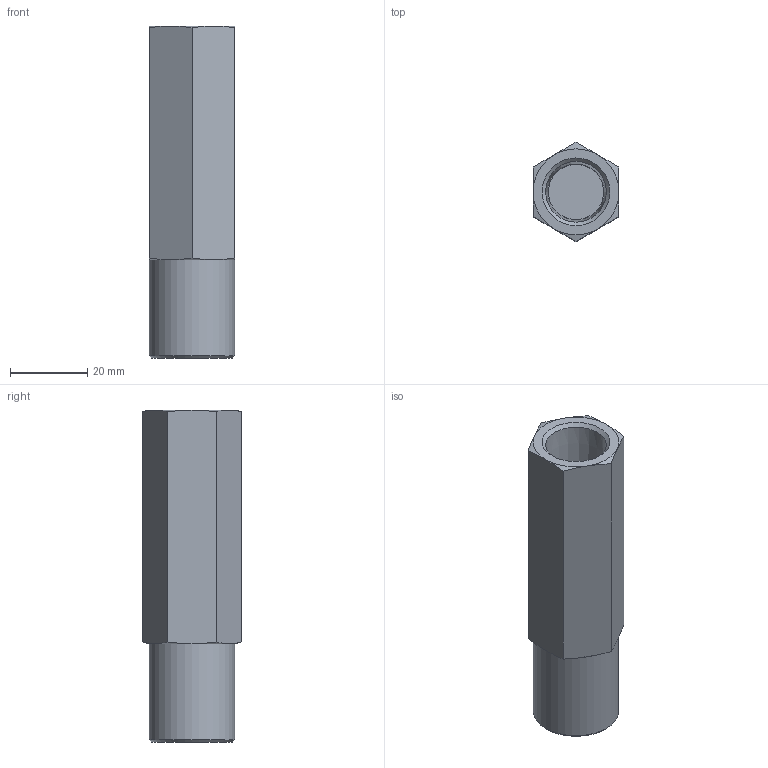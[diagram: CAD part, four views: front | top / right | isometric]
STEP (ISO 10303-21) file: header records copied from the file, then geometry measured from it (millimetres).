
FILE_DESCRIPTION((''),'2;1');
FILE_NAME('1303L.stp','2015-01-26T11:18:46',('jml'),(''),'Autodesk Inventor 2010','Autodesk Inventor 2010','');
FILE_SCHEMA(('AUTOMOTIVE_DESIGN { 1 0 10303 214 1 1 1 1 }'));
Length unit declared in the file: inch
Products named in the file (1): 320017
Bounding box: 22.23 x 25.66 x 85.85 mm (x, y, z)
Volume: 25040.7 mm3; surface area: 9973.7 mm2
Topology: 1 solids, 1 shells, 131 faces, 318 edges, 207 vertices
Faces by surface type: plane 96, cylinder 18, cone 17
Full cylindrical faces by diameter (mm): 1.218 x1, 8.204 x1, 14.326 x1, 22.098 x1
Entity records: 3847 total; most frequent: CARTESIAN_POINT 696, ORIENTED_EDGE 618, DIRECTION 604, EDGE_CURVE 309, VECTOR 230, LINE 230, VERTEX_POINT 207, AXIS2_PLACEMENT_3D 187
